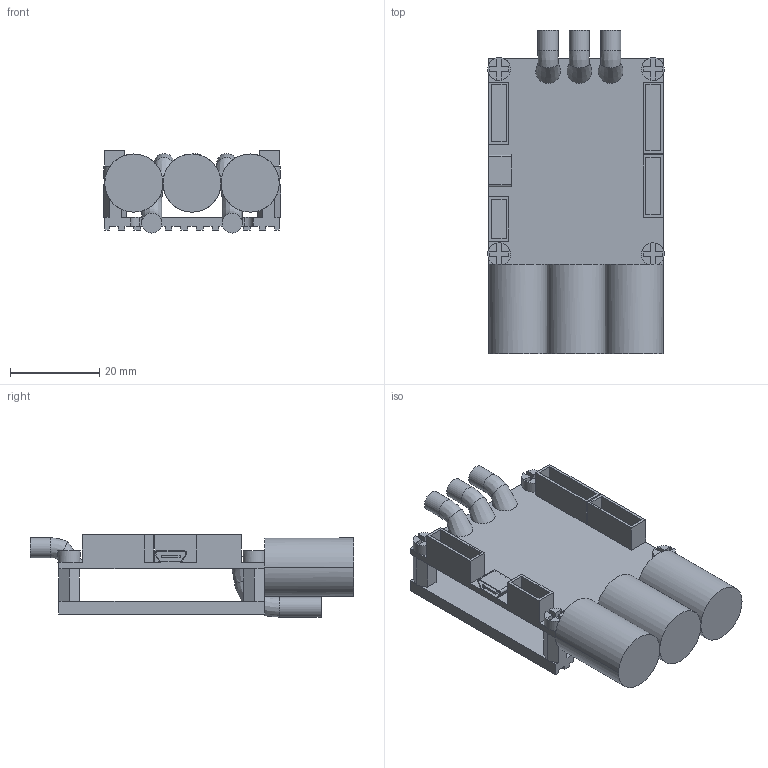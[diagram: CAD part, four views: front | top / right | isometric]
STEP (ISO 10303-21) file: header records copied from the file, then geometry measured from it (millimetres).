
FILE_DESCRIPTION(/* description */ (''),/* implementation_level */ '2;1');
FILE_NAME(/* name */ 'FSESC 4.2 50A Single v7.step',/* time_stamp */ '2021-06-26T07:15:47-04:00',/* author */ (''),/* organization */ (''),/* preprocessor_version */ 'ST-DEVELOPER v18.1',/* originating_system */ 'Autodesk Translation Framework v10.9.0.1377',/* authorisation */ '');
FILE_SCHEMA (('AUTOMOTIVE_DESIGN { 1 0 10303 214 3 1 1 }'));
Length unit declared in the file: millimetre
Products named in the file (2): FSESC 4.2 50A Single; FSESC Mini 4.2
Assembly tree (1 placements, depth 2):
  FSESC 4.2 50A Single
    FSESC Mini 4.2
Bounding box: 39.71 x 72.43 x 18.4 mm (x, y, z)
Volume: 16234.9 mm3; surface area: 17896.8 mm2
Topology: 1 solids, 1 shells, 262 faces, 729 edges, 464 vertices
Faces by surface type: plane 228, cylinder 24, bspline 10
Full cylindrical faces by diameter (mm): 4.5 x5, 5.1 x2, 13 x1
Entity records: 8913 total; most frequent: CARTESIAN_POINT 2121, ORIENTED_EDGE 1458, DIRECTION 1326, EDGE_CURVE 729, LINE 616, VECTOR 616, VERTEX_POINT 464, AXIS2_PLACEMENT_3D 355
